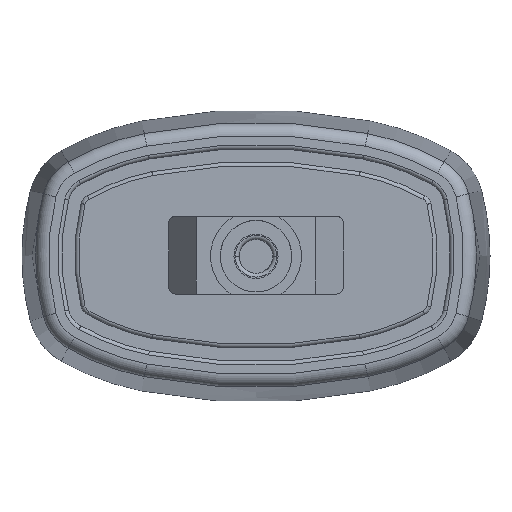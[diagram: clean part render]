
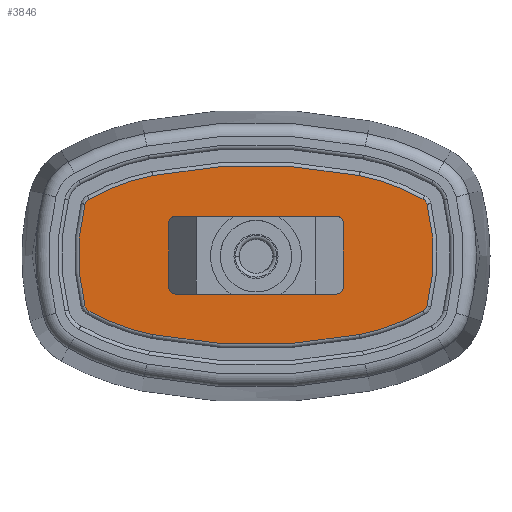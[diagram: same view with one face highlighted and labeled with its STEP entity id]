
A CAD part, top view. The second image highlights one B-rep face of the part: STEP entity #3846.
In plain terms, the highlighted planar face has unit normal (0, 0, 1).
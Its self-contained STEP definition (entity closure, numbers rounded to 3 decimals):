
#661=CARTESIAN_POINT('',(12.527,3.738,47.4));
#662=DIRECTION('',(0.,0.,-1.));
#663=DIRECTION('',(0.491,0.871,0.));
#664=AXIS2_PLACEMENT_3D('',#661,#662,#663);
#666=CARTESIAN_POINT('',(-2.,0.,47.4));
#667=DIRECTION('',(0.,0.,-1.));
#668=DIRECTION('',(0.968,0.249,0.));
#669=AXIS2_PLACEMENT_3D('',#666,#667,#668);
#671=CARTESIAN_POINT('',(13.158,-3.9,47.4));
#672=CARTESIAN_POINT('',(13.143,-3.958,47.4));
#673=CARTESIAN_POINT('',(13.1,-4.066,47.4));
#674=CARTESIAN_POINT('',(12.993,-4.206,47.4));
#675=CARTESIAN_POINT('',(12.899,-4.276,47.4));
#676=CARTESIAN_POINT('',(12.846,-4.307,47.4));
#678=CARTESIAN_POINT('',(4.693,10.213,47.4));
#679=DIRECTION('',(0.,0.,-1.));
#680=DIRECTION('',(0.49,-0.872,0.));
#681=AXIS2_PLACEMENT_3D('',#678,#679,#680);
#683=CARTESIAN_POINT('',(0.,33.75,47.4));
#684=DIRECTION('',(0.,0.,-1.));
#685=DIRECTION('',(0.196,-0.981,0.));
#686=AXIS2_PLACEMENT_3D('',#683,#684,#685);
#688=CARTESIAN_POINT('',(-4.693,10.213,47.4));
#689=DIRECTION('',(0.,0.,-1.));
#690=DIRECTION('',(-0.196,-0.981,0.));
#691=AXIS2_PLACEMENT_3D('',#688,#689,#690);
#693=CARTESIAN_POINT('',(-12.527,-3.738,47.4));
#694=DIRECTION('',(0.,0.,-1.));
#695=DIRECTION('',(-0.491,-0.871,0.));
#696=AXIS2_PLACEMENT_3D('',#693,#694,#695);
#698=CARTESIAN_POINT('',(2.,0.,47.4));
#699=DIRECTION('',(0.,0.,-1.));
#700=DIRECTION('',(-0.968,-0.249,0.));
#701=AXIS2_PLACEMENT_3D('',#698,#699,#700);
#703=CARTESIAN_POINT('',(-13.158,3.9,47.4));
#704=CARTESIAN_POINT('',(-13.143,3.958,47.4));
#705=CARTESIAN_POINT('',(-13.1,4.066,47.4));
#706=CARTESIAN_POINT('',(-12.993,4.206,47.4));
#707=CARTESIAN_POINT('',(-12.899,4.276,47.4));
#708=CARTESIAN_POINT('',(-12.846,4.307,47.4));
#710=CARTESIAN_POINT('',(-4.693,-10.213,47.4));
#711=DIRECTION('',(0.,0.,-1.));
#712=DIRECTION('',(-0.49,0.872,0.));
#713=AXIS2_PLACEMENT_3D('',#710,#711,#712);
#715=CARTESIAN_POINT('',(0.,-33.75,47.4));
#716=DIRECTION('',(0.,0.,-1.));
#717=DIRECTION('',(-0.196,0.981,0.));
#718=AXIS2_PLACEMENT_3D('',#715,#716,#717);
#720=CARTESIAN_POINT('',(4.693,-10.213,47.4));
#721=DIRECTION('',(0.,0.,-1.));
#722=DIRECTION('',(0.196,0.981,0.));
#723=AXIS2_PLACEMENT_3D('',#720,#721,#722);
#725=CARTESIAN_POINT('',(-6.2,-2.5,47.4));
#726=DIRECTION('',(0.,0.,1.));
#727=DIRECTION('',(-1.,0.,0.));
#728=AXIS2_PLACEMENT_3D('',#725,#726,#727);
#730=CARTESIAN_POINT('',(6.2,-2.5,47.4));
#731=DIRECTION('',(0.,0.,1.));
#732=DIRECTION('',(0.,-1.,0.));
#733=AXIS2_PLACEMENT_3D('',#730,#731,#732);
#735=CARTESIAN_POINT('',(6.2,2.5,47.4));
#736=DIRECTION('',(0.,0.,1.));
#737=DIRECTION('',(1.,0.,0.));
#738=AXIS2_PLACEMENT_3D('',#735,#736,#737);
#740=CARTESIAN_POINT('',(-6.2,2.5,47.4));
#741=DIRECTION('',(0.,0.,1.));
#742=DIRECTION('',(0.,1.,0.));
#743=AXIS2_PLACEMENT_3D('',#740,#741,#742);
#800=DIRECTION('',(0.,1.,0.));
#801=VECTOR('',#800,5.);
#802=CARTESIAN_POINT('',(-6.7,-2.5,47.4));
#803=LINE('',#802,#801);
#884=DIRECTION('',(-1.,0.,0.));
#885=VECTOR('',#884,12.4);
#886=CARTESIAN_POINT('',(6.2,-3.,47.4));
#887=LINE('',#886,#885);
#1224=DIRECTION('',(1.,0.,0.));
#1225=VECTOR('',#1224,12.4);
#1226=CARTESIAN_POINT('',(-6.2,3.,47.4));
#1227=LINE('',#1226,#1225);
#1475=DIRECTION('',(0.,-1.,0.));
#1476=VECTOR('',#1475,5.);
#1477=CARTESIAN_POINT('',(6.7,2.5,47.4));
#1478=LINE('',#1477,#1476);
#2687=CARTESIAN_POINT('',(12.847,4.306,47.4));
#2688=CARTESIAN_POINT('',(13.158,3.901,47.4));
#2689=VERTEX_POINT('',#2687);
#2690=VERTEX_POINT('',#2688);
#2691=CARTESIAN_POINT('',(13.158,-3.9,47.4));
#2692=VERTEX_POINT('',#2691);
#2693=VERTEX_POINT('',#676);
#2694=CARTESIAN_POINT('',(7.95,-6.117,47.4));
#2695=VERTEX_POINT('',#2694);
#2696=CARTESIAN_POINT('',(-7.95,-6.117,47.4));
#2697=VERTEX_POINT('',#2696);
#2698=CARTESIAN_POINT('',(-12.847,-4.306,47.4));
#2699=VERTEX_POINT('',#2698);
#2700=CARTESIAN_POINT('',(-13.158,-3.901,
47.4));
#2701=VERTEX_POINT('',#2700);
#2702=CARTESIAN_POINT('',(-13.158,3.9,47.4));
#2703=VERTEX_POINT('',#2702);
#2704=VERTEX_POINT('',#708);
#2705=CARTESIAN_POINT('',(-7.95,6.117,47.4));
#2706=VERTEX_POINT('',#2705);
#2707=CARTESIAN_POINT('',(7.95,6.117,47.4));
#2708=VERTEX_POINT('',#2707);
#2709=CARTESIAN_POINT('',(-6.7,-2.5,47.4));
#2710=CARTESIAN_POINT('',(-6.7,2.5,47.4));
#2711=VERTEX_POINT('',#2709);
#2712=VERTEX_POINT('',#2710);
#2713=CARTESIAN_POINT('',(-6.2,-3.,47.4));
#2714=VERTEX_POINT('',#2713);
#2715=CARTESIAN_POINT('',(6.2,-3.,47.4));
#2716=VERTEX_POINT('',#2715);
#2717=CARTESIAN_POINT('',(6.7,-2.5,47.4));
#2718=VERTEX_POINT('',#2717);
#2719=CARTESIAN_POINT('',(6.7,2.5,47.4));
#2720=VERTEX_POINT('',#2719);
#2721=CARTESIAN_POINT('',(6.2,3.,47.4));
#2722=VERTEX_POINT('',#2721);
#2723=CARTESIAN_POINT('',(-6.2,3.,47.4));
#2724=VERTEX_POINT('',#2723);
#3798=CARTESIAN_POINT('',(0.,0.,47.4));
#3799=DIRECTION('',(0.,0.,1.));
#3800=DIRECTION('',(1.,0.,0.));
#3801=AXIS2_PLACEMENT_3D('',#3798,#3799,#3800);
#3802=PLANE('',#3801);
#3803=ORIENTED_EDGE('',*,*,#3788,.T.);
#3805=ORIENTED_EDGE('',*,*,#3804,.T.);
#3807=ORIENTED_EDGE('',*,*,#3806,.T.);
#3809=ORIENTED_EDGE('',*,*,#3808,.T.);
#3811=ORIENTED_EDGE('',*,*,#3810,.T.);
#3813=ORIENTED_EDGE('',*,*,#3812,.T.);
#3815=ORIENTED_EDGE('',*,*,#3814,.T.);
#3817=ORIENTED_EDGE('',*,*,#3816,.T.);
#3819=ORIENTED_EDGE('',*,*,#3818,.T.);
#3821=ORIENTED_EDGE('',*,*,#3820,.T.);
#3823=ORIENTED_EDGE('',*,*,#3822,.T.);
#3825=ORIENTED_EDGE('',*,*,#3824,.T.);
#3826=EDGE_LOOP('',(#3803,#3805,#3807,#3809,#3811,#3813,#3815,#3817,#3819,#3821,
#3823,#3825));
#3827=FACE_OUTER_BOUND('',#3826,.F.);
#3829=ORIENTED_EDGE('',*,*,#3828,.F.);
#3831=ORIENTED_EDGE('',*,*,#3830,.T.);
#3833=ORIENTED_EDGE('',*,*,#3832,.F.);
#3835=ORIENTED_EDGE('',*,*,#3834,.T.);
#3837=ORIENTED_EDGE('',*,*,#3836,.F.);
#3839=ORIENTED_EDGE('',*,*,#3838,.T.);
#3841=ORIENTED_EDGE('',*,*,#3840,.F.);
#3843=ORIENTED_EDGE('',*,*,#3842,.T.);
#3844=EDGE_LOOP('',(#3829,#3831,#3833,#3835,#3837,#3839,#3841,#3843));
#3845=FACE_BOUND('',#3844,.F.);
#3846=ADVANCED_FACE('',(#3827,#3845),#3802,.T.);
#665=CIRCLE('',#664,0.653);
#670=CIRCLE('',#669,15.652);
#677=B_SPLINE_CURVE_WITH_KNOTS('',3,(#671,#672,#673,#674,#675,#676),
.UNSPECIFIED.,.F.,.F.,(4,1,1,4),(0.,0.333,0.667,1.),
.UNSPECIFIED.);
#682=CIRCLE('',#681,16.652);
#687=CIRCLE('',#686,40.652);
#692=CIRCLE('',#691,16.652);
#697=CIRCLE('',#696,0.653);
#702=CIRCLE('',#701,15.652);
#709=B_SPLINE_CURVE_WITH_KNOTS('',3,(#703,#704,#705,#706,#707,#708),
.UNSPECIFIED.,.F.,.F.,(4,1,1,4),(0.,0.333,0.667,1.),
.UNSPECIFIED.);
#714=CIRCLE('',#713,16.652);
#719=CIRCLE('',#718,40.652);
#724=CIRCLE('',#723,16.652);
#729=CIRCLE('',#728,0.5);
#734=CIRCLE('',#733,0.5);
#739=CIRCLE('',#738,0.5);
#744=CIRCLE('',#743,0.5);
#3788=EDGE_CURVE('',#2689,#2690,#665,.T.);
#3804=EDGE_CURVE('',#2690,#2692,#670,.T.);
#3806=EDGE_CURVE('',#2692,#2693,#677,.T.);
#3808=EDGE_CURVE('',#2693,#2695,#682,.T.);
#3810=EDGE_CURVE('',#2695,#2697,#687,.T.);
#3812=EDGE_CURVE('',#2697,#2699,#692,.T.);
#3814=EDGE_CURVE('',#2699,#2701,#697,.T.);
#3816=EDGE_CURVE('',#2701,#2703,#702,.T.);
#3818=EDGE_CURVE('',#2703,#2704,#709,.T.);
#3820=EDGE_CURVE('',#2704,#2706,#714,.T.);
#3822=EDGE_CURVE('',#2706,#2708,#719,.T.);
#3824=EDGE_CURVE('',#2708,#2689,#724,.T.);
#3828=EDGE_CURVE('',#2711,#2712,#803,.T.);
#3830=EDGE_CURVE('',#2711,#2714,#729,.T.);
#3832=EDGE_CURVE('',#2716,#2714,#887,.T.);
#3834=EDGE_CURVE('',#2716,#2718,#734,.T.);
#3836=EDGE_CURVE('',#2720,#2718,#1478,.T.);
#3838=EDGE_CURVE('',#2720,#2722,#739,.T.);
#3840=EDGE_CURVE('',#2724,#2722,#1227,.T.);
#3842=EDGE_CURVE('',#2724,#2712,#744,.T.);
